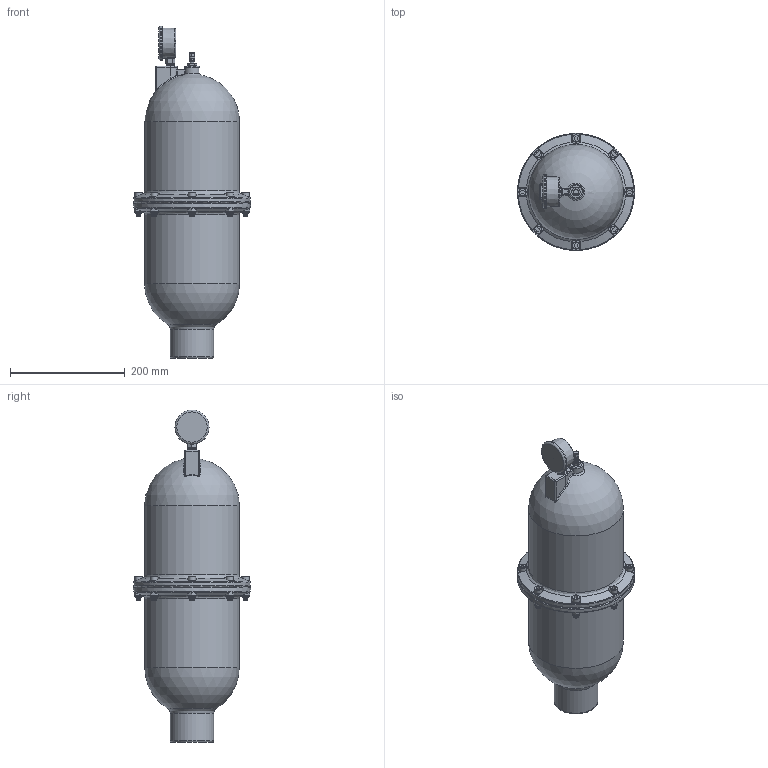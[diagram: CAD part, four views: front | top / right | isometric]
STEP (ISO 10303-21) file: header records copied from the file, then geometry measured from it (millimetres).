
FILE_DESCRIPTION((''),'2;1');
FILE_NAME('APHIII-ALLOY_R0.ipt.stp','2017-07-10T10:05:26',(''),(''),'Autodesk Inventor 2009','Autodesk Inventor 2009','');
FILE_SCHEMA(('AUTOMOTIVE_DESIGN { 1 0 10303 214 1 1 1 1 }'));
Length unit declared in the file: inch
Products named in the file (1): APHIII-ALLOY_R0
Bounding box: 204.22 x 204.22 x 579.42 mm (x, y, z)
Volume: 2193042.9 mm3; surface area: 524802.3 mm2
Topology: 11 solids, 11 shells, 1028 faces, 2716 edges, 1729 vertices
Faces by surface type: plane 385, bspline 379, cone 108, cylinder 99, torus 53, sphere 4
Full cylindrical faces by diameter (mm): 3.19 x1, 7.62 x1, 7.925 x1, 9.349 x1, 12.446 x8, 12.7 x16, 13.716 x3, 14.208 x2, 25.4 x1, 52.502 x1, 52.892 x1, 56.358 x1, 59.608 x1, 76.2 x1, 149.86 x2, 165.608 x2, 171.45 x1, 204.216 x2
Entity records: 49278 total; most frequent: CARTESIAN_POINT 26207, ORIENTED_EDGE 4952, DIRECTION 3654, EDGE_CURVE 2476, VERTEX_POINT 1662, AXIS2_PLACEMENT_3D 1316, EDGE_LOOP 1244, FACE_OUTER_BOUND 1028
